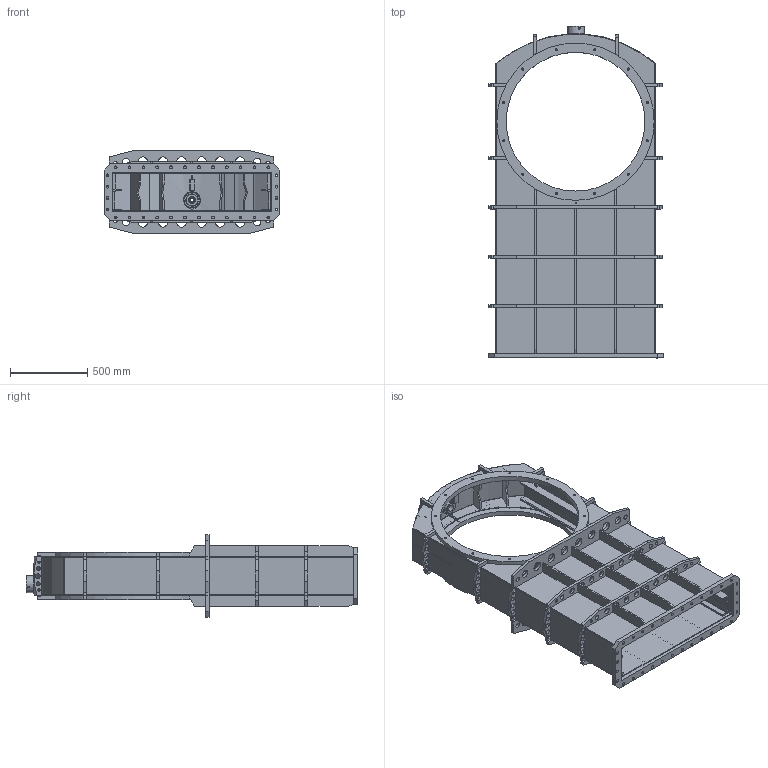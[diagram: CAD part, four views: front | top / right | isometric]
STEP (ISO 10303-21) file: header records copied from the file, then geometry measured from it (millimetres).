
FILE_DESCRIPTION(('STEP AP203'), '1');
FILE_NAME('ÇÂÏëÝ-900 _ ÙÏ4.463.553-006 ÑÁ', '', ('UNSPECIFIED'), ('UNSPECIFIED'), 'C3D Converter', 'C3D Toolkit', '');
FILE_SCHEMA(('CONFIG_CONTROL_DESIGN'));
Length unit declared in the file: millimetre
Products named in the file (44): ЩП4.463.553-006 СБ; ЩП6.114.382-003; ЩП9.264.294-000; ЩП8.229.843-000; ЩП9.264.296-05; ЩП9.264.297-02; ЩП9.264.299-06; ЩП9.264.298-09; ЩП6.424.572-008; ЩП9.264.292-006; ЩП8.622.152-004; ЩП8.622.151-007; ЩП8.622.154-008; ЩП9.143.981-005; ЩП6.424.571-001; ЩП9.143.980-008; ЩП9.143.982-002; ЩП6.424.570-004; ЩП9.264.293-04; ЩП8.622.171-10; ЩП9.264.300-07; ЩП9.264.295-08; ЩП9.264.306-008; ЩП9.264.420-001; ЩП6.424.570-017; ЩП9.264.293-003; ЩП8.622.171-009; ЩП9.264.300-006; ЩП9.264.295-007; ЩП8.622.153-001; ЩП8.622.155-005; ЩП8.622.157-009; ЩП8.622.157-012; ЩП9.264.296-004; ЩП9.264.297-001; ЩП8.622.156-002; ЩП8.622.156-015; ЩП9.264.407-008; ЩП8.622.159-003; ЩП8.622.158-006 ...
Assembly tree (111 placements, depth 4):
  ЩП4.463.553-006 СБ
    ЩП6.114.382-003
      ЩП9.264.294-000
      ЩП8.229.843-000
      ЩП9.264.296-05
      ЩП9.264.297-02
      ЩП9.264.299-06
      ЩП9.264.298-09
      ЩП6.424.572-008
        ЩП9.264.292-006
        ЩП8.622.152-004  x2
        ЩП8.622.151-007
        ЩП8.622.154-008  x6
        ЩП9.143.981-005
      ЩП6.424.571-001
        ЩП9.264.292-006
        ЩП9.143.980-008
        ЩП8.622.152-004  x2
        ЩП8.622.151-007
        ЩП8.622.154-008  x6
      ЩП9.143.982-002
      ЩП6.424.570-004
        ЩП9.264.293-04
        ЩП8.622.171-10  x5
        ЩП9.264.300-07
        ЩП9.264.295-08  x5
        ЩП9.264.306-008
        ЩП9.264.420-001
      ЩП6.424.570-017
        ЩП9.264.293-003
        ЩП8.622.171-009  x5
        ЩП9.264.306-008
        ЩП9.264.420-001
        ЩП9.264.300-006
        ЩП9.264.295-007  x5
      ЩП8.622.153-001  x2
      ЩП8.622.155-005  x6
      ЩП8.622.157-009  x2
      ЩП8.622.157-012  x2
      ЩП9.264.296-004
      ЩП9.264.297-001
      ЩП8.622.156-002  x4
      ЩП8.622.156-015  x4
      ЩП9.264.407-008  x20
      ЩП8.622.159-003  x2
      ЩП8.622.158-006  x2
      ЩП8.622.158-019  x2
    ЩП8.366.693-001
Bounding box: 1138 x 2152.63 x 535 mm (x, y, z)
Volume: 64283890.8 mm3; surface area: 14503325.7 mm2
Topology: 106 solids, 106 shells, 1165 faces, 2808 edges, 1853 vertices
Faces by surface type: plane 900, cylinder 218, cone 41, torus 3, bspline 3
Full cylindrical faces by diameter (mm): 6.647 x4, 8.376 x3, 12.5 x4, 13.835 x24, 15 x24, 18 x32, 20 x8, 25 x25, 29 x1, 30 x24, 40 x32, 42 x1, 45 x1, 50 x4, 60 x12, 80 x1, 106 x2, 110 x1, 900 x2, 968 x1, 989 x2, 990 x2, 1020 x2
Entity records: 19468 total; most frequent: CARTESIAN_POINT 3429, DIRECTION 2592, ORIENTED_EDGE 2152, EDGE_CURVE 1076, AXIS2_PLACEMENT_3D 892, EDGE_LOOP 854, LINE 808, VECTOR 808
